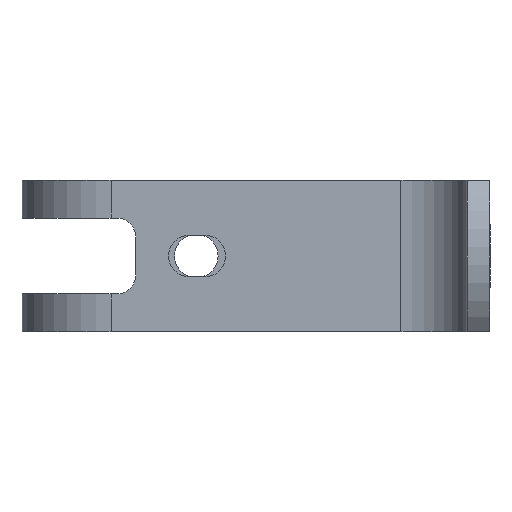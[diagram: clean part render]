
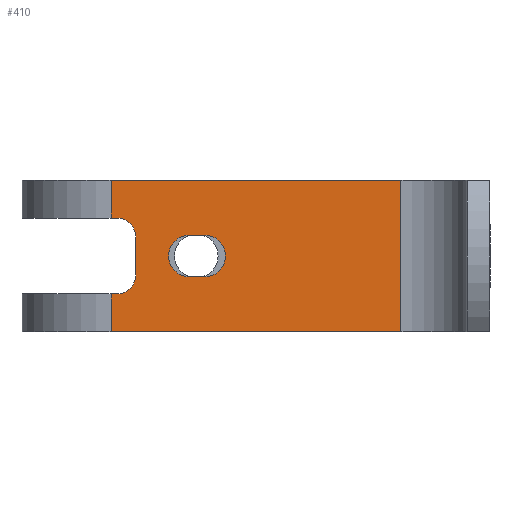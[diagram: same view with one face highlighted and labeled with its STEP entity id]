
A CAD part, front view. The second image highlights one B-rep face of the part: STEP entity #410.
In plain terms, the highlighted planar face has unit normal (0, -1, 0).
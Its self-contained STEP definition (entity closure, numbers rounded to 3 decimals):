
#16 = ORIENTED_EDGE ( 'NONE', *, *, #883, .F. ) ;
#39 = AXIS2_PLACEMENT_3D ( 'NONE', #955, #227, #1350 ) ;
#45 = CARTESIAN_POINT ( 'NONE',  ( 0., 69., 10. ) ) ;
#87 = ORIENTED_EDGE ( 'NONE', *, *, #108, .T. ) ;
#91 = EDGE_CURVE ( 'NONE', #155, #1238, #526, .T. ) ;
#93 = PLANE ( 'NONE',  #39 ) ;
#108 = EDGE_CURVE ( 'NONE', #1097, #1546, #1324, .T. ) ;
#133 = EDGE_CURVE ( 'NONE', #648, #1238, #783, .T. ) ;
#134 = DIRECTION ( 'NONE',  ( 1., 0., 0. ) ) ;
#136 = CARTESIAN_POINT ( 'NONE',  ( -98.5, 69., 15. ) ) ;
#152 = EDGE_CURVE ( 'NONE', #834, #355, #1010, .T. ) ;
#153 = CARTESIAN_POINT ( 'NONE',  ( 0., 69., 30. ) ) ;
#155 = VERTEX_POINT ( 'NONE', #1145 ) ;
#162 = EDGE_CURVE ( 'NONE', #607, #1183, #354, .T. ) ;
#181 = CARTESIAN_POINT ( 'NONE',  ( 0., 69., 14.5 ) ) ;
#191 = AXIS2_PLACEMENT_3D ( 'NONE', #1249, #1363, #134 ) ;
#192 = CIRCLE ( 'NONE', #1129, 5.5 ) ;
#202 = ORIENTED_EDGE ( 'NONE', *, *, #288, .F. ) ;
#209 = EDGE_CURVE ( 'NONE', #1147, #1097, #669, .T. ) ;
#220 = DIRECTION ( 'NONE',  ( -1., 0., 0. ) ) ;
#224 = VERTEX_POINT ( 'NONE', #704 ) ;
#227 = DIRECTION ( 'NONE',  ( 0., -1., 0. ) ) ;
#233 = DIRECTION ( 'NONE',  ( 0., -1., 0. ) ) ;
#259 = DIRECTION ( 'NONE',  ( 1., 0., 0. ) ) ;
#274 = VECTOR ( 'NONE', #823, 1000. ) ;
#280 = CARTESIAN_POINT ( 'NONE',  ( -75.3, 69., 20. ) ) ;
#285 = CARTESIAN_POINT ( 'NONE',  ( -23.5, 69., 40. ) ) ;
#288 = EDGE_CURVE ( 'NONE', #1183, #224, #944, .T. ) ;
#297 = CARTESIAN_POINT ( 'NONE',  ( -75.3, 69., 14.5 ) ) ;
#303 = DIRECTION ( 'NONE',  ( 0., 1., 0. ) ) ;
#304 = CARTESIAN_POINT ( 'NONE',  ( -93.5, 69., 40. ) ) ;
#334 = ORIENTED_EDGE ( 'NONE', *, *, #133, .T. ) ;
#336 = CARTESIAN_POINT ( 'NONE',  ( -75.3, 69., 20. ) ) ;
#354 = CIRCLE ( 'NONE', #1062, 5. ) ;
#355 = VERTEX_POINT ( 'NONE', #1469 ) ;
#377 = DIRECTION ( 'NONE',  ( 0., 0., -1. ) ) ;
#404 = DIRECTION ( 'NONE',  ( 0., 1., 0. ) ) ;
#410 = ADVANCED_FACE ( 'NONE', ( #856, #1329 ), #93, .T. ) ;
#412 = DIRECTION ( 'NONE',  ( 0., 0., 1. ) ) ;
#417 = CARTESIAN_POINT ( 'NONE',  ( -100., 69., 30. ) ) ;
#423 = CARTESIAN_POINT ( 'NONE',  ( -98.5, 69., 10. ) ) ;
#440 = CARTESIAN_POINT ( 'NONE',  ( -23.5, 69., 0. ) ) ;
#450 = EDGE_CURVE ( 'NONE', #656, #648, #970, .T. ) ;
#490 = EDGE_CURVE ( 'NONE', #224, #155, #1026, .T. ) ;
#496 = CARTESIAN_POINT ( 'NONE',  ( -23.5, 69., 40. ) ) ;
#510 = CARTESIAN_POINT ( 'NONE',  ( -100., 69., 40. ) ) ;
#526 = LINE ( 'NONE', #153, #1369 ) ;
#527 = ORIENTED_EDGE ( 'NONE', *, *, #152, .T. ) ;
#551 = CARTESIAN_POINT ( 'NONE',  ( -100., 69., 40. ) ) ;
#561 = VECTOR ( 'NONE', #774, 1000. ) ;
#607 = VERTEX_POINT ( 'NONE', #423 ) ;
#626 = CARTESIAN_POINT ( 'NONE',  ( -79.3, 69., 25.5 ) ) ;
#637 = DIRECTION ( 'NONE',  ( 0., -1., 0. ) ) ;
#645 = DIRECTION ( 'NONE',  ( -1., 0., 0. ) ) ;
#648 = VERTEX_POINT ( 'NONE', #551 ) ;
#653 = LINE ( 'NONE', #1171, #561 ) ;
#656 = VERTEX_POINT ( 'NONE', #285 ) ;
#669 = LINE ( 'NONE', #1310, #274 ) ;
#671 = CARTESIAN_POINT ( 'NONE',  ( -79.3, 69., 20. ) ) ;
#673 = ORIENTED_EDGE ( 'NONE', *, *, #91, .F. ) ;
#689 = VECTOR ( 'NONE', #259, 1000. ) ;
#704 = CARTESIAN_POINT ( 'NONE',  ( -93.5, 69., 25. ) ) ;
#720 = AXIS2_PLACEMENT_3D ( 'NONE', #336, #303, #808 ) ;
#736 = DIRECTION ( 'NONE',  ( 1., 0., 0. ) ) ;
#766 = DIRECTION ( 'NONE',  ( -1., 0., 0. ) ) ;
#774 = DIRECTION ( 'NONE',  ( -1., 0., 0. ) ) ;
#783 = LINE ( 'NONE', #510, #1524 ) ;
#808 = DIRECTION ( 'NONE',  ( -1., 0., 0. ) ) ;
#823 = DIRECTION ( 'NONE',  ( 1., 0., 0. ) ) ;
#834 = VERTEX_POINT ( 'NONE', #1209 ) ;
#841 = ORIENTED_EDGE ( 'NONE', *, *, #1403, .T. ) ;
#856 = FACE_OUTER_BOUND ( 'NONE', #1245, .T. ) ;
#881 = VECTOR ( 'NONE', #220, 1000. ) ;
#883 = EDGE_CURVE ( 'NONE', #834, #607, #1377, .T. ) ;
#891 = ORIENTED_EDGE ( 'NONE', *, *, #1405, .F. ) ;
#926 = CARTESIAN_POINT ( 'NONE',  ( -79.3, 69., 14.5 ) ) ;
#929 = CARTESIAN_POINT ( 'NONE',  ( -75.3, 69., 25.5 ) ) ;
#944 = LINE ( 'NONE', #304, #1497 ) ;
#952 = EDGE_CURVE ( 'NONE', #656, #1288, #1134, .T. ) ;
#955 = CARTESIAN_POINT ( 'NONE',  ( 0., 69., 40. ) ) ;
#970 = LINE ( 'NONE', #1460, #881 ) ;
#984 = EDGE_CURVE ( 'NONE', #1147, #1352, #192, .T. ) ;
#1000 = DIRECTION ( 'NONE',  ( 0., 0., -1. ) ) ;
#1008 = AXIS2_PLACEMENT_3D ( 'NONE', #280, #404, #645 ) ;
#1010 = LINE ( 'NONE', #1494, #1394 ) ;
#1018 = ORIENTED_EDGE ( 'NONE', *, *, #162, .F. ) ;
#1026 = CIRCLE ( 'NONE', #191, 5. ) ;
#1027 = VERTEX_POINT ( 'NONE', #297 ) ;
#1060 = ORIENTED_EDGE ( 'NONE', *, *, #209, .T. ) ;
#1062 = AXIS2_PLACEMENT_3D ( 'NONE', #136, #637, #1502 ) ;
#1097 = VERTEX_POINT ( 'NONE', #929 ) ;
#1129 = AXIS2_PLACEMENT_3D ( 'NONE', #671, #233, #1482 ) ;
#1134 = LINE ( 'NONE', #496, #1596 ) ;
#1144 = CARTESIAN_POINT ( 'NONE',  ( -93.5, 69., 15. ) ) ;
#1145 = CARTESIAN_POINT ( 'NONE',  ( -98.5, 69., 30. ) ) ;
#1147 = VERTEX_POINT ( 'NONE', #626 ) ;
#1168 = EDGE_CURVE ( 'NONE', #1288, #355, #653, .T. ) ;
#1171 = CARTESIAN_POINT ( 'NONE',  ( 0., 69., 0. ) ) ;
#1183 = VERTEX_POINT ( 'NONE', #1144 ) ;
#1209 = CARTESIAN_POINT ( 'NONE',  ( -100., 69., 10. ) ) ;
#1214 = EDGE_LOOP ( 'NONE', ( #1472, #1060, #87, #841, #891 ) ) ;
#1238 = VERTEX_POINT ( 'NONE', #417 ) ;
#1245 = EDGE_LOOP ( 'NONE', ( #1480, #334, #673, #1481, #202, #1018, #16, #527, #1304, #1306 ) ) ;
#1246 = DIRECTION ( 'NONE',  ( 0., 0., -1. ) ) ;
#1249 = CARTESIAN_POINT ( 'NONE',  ( -98.5, 69., 25. ) ) ;
#1288 = VERTEX_POINT ( 'NONE', #440 ) ;
#1302 = LINE ( 'NONE', #181, #1443 ) ;
#1304 = ORIENTED_EDGE ( 'NONE', *, *, #1168, .F. ) ;
#1306 = ORIENTED_EDGE ( 'NONE', *, *, #952, .F. ) ;
#1310 = CARTESIAN_POINT ( 'NONE',  ( 0., 69., 25.5 ) ) ;
#1324 = CIRCLE ( 'NONE', #1008, 5.5 ) ;
#1329 = FACE_BOUND ( 'NONE', #1214, .T. ) ;
#1340 = CARTESIAN_POINT ( 'NONE',  ( -69.8, 69., 20. ) ) ;
#1350 = DIRECTION ( 'NONE',  ( 1., 0., 0. ) ) ;
#1352 = VERTEX_POINT ( 'NONE', #926 ) ;
#1363 = DIRECTION ( 'NONE',  ( 0., -1., 0. ) ) ;
#1369 = VECTOR ( 'NONE', #766, 1000. ) ;
#1377 = LINE ( 'NONE', #45, #689 ) ;
#1394 = VECTOR ( 'NONE', #377, 1000. ) ;
#1403 = EDGE_CURVE ( 'NONE', #1546, #1027, #1416, .T. ) ;
#1405 = EDGE_CURVE ( 'NONE', #1352, #1027, #1302, .T. ) ;
#1416 = CIRCLE ( 'NONE', #720, 5.5 ) ;
#1443 = VECTOR ( 'NONE', #736, 1000. ) ;
#1460 = CARTESIAN_POINT ( 'NONE',  ( 0., 69., 40. ) ) ;
#1469 = CARTESIAN_POINT ( 'NONE',  ( -100., 69., 0. ) ) ;
#1472 = ORIENTED_EDGE ( 'NONE', *, *, #984, .F. ) ;
#1480 = ORIENTED_EDGE ( 'NONE', *, *, #450, .T. ) ;
#1481 = ORIENTED_EDGE ( 'NONE', *, *, #490, .F. ) ;
#1482 = DIRECTION ( 'NONE',  ( 1., 0., 0. ) ) ;
#1494 = CARTESIAN_POINT ( 'NONE',  ( -100., 69., 40. ) ) ;
#1497 = VECTOR ( 'NONE', #412, 1000. ) ;
#1502 = DIRECTION ( 'NONE',  ( 1., 0., 0. ) ) ;
#1524 = VECTOR ( 'NONE', #1000, 1000. ) ;
#1546 = VERTEX_POINT ( 'NONE', #1340 ) ;
#1596 = VECTOR ( 'NONE', #1246, 1000. ) ;
